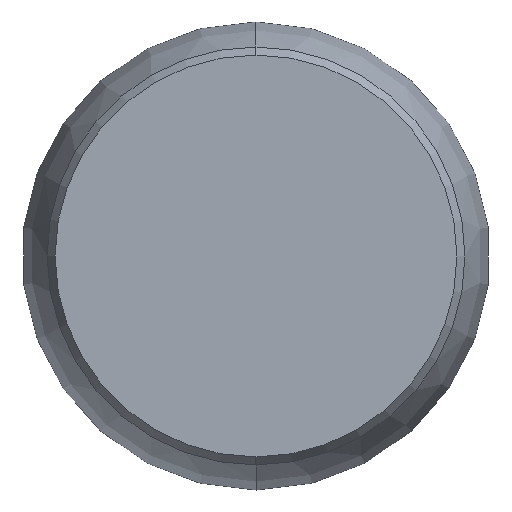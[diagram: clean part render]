
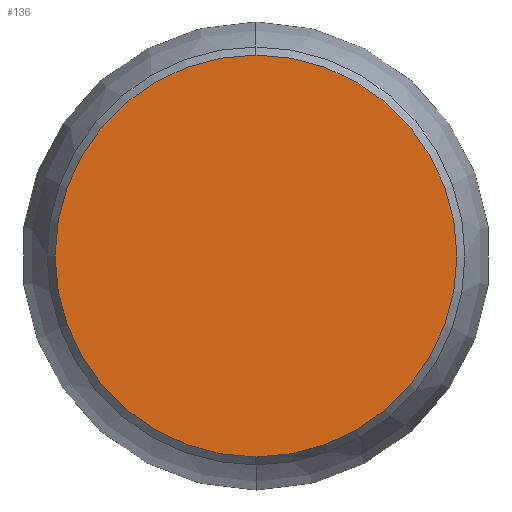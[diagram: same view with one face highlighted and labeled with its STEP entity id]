
A CAD part, left-side view. The second image highlights one B-rep face of the part: STEP entity #136.
In plain terms, the highlighted planar face has unit normal (-1, 0, 0).
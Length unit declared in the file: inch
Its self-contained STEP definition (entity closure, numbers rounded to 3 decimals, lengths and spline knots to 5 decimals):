
#6 = CIRCLE ( 'NONE', #706, 0.025 ) ;
#49 = CIRCLE ( 'NONE', #664, 0.025 ) ;
#105 = FACE_OUTER_BOUND ( 'NONE', #110, .T. ) ;
#110 = EDGE_LOOP ( 'NONE', ( #457, #424 ) ) ;
#136 = ADVANCED_FACE ( 'NONE', ( #105 ), #177, .T. ) ;
#175 = DIRECTION ( 'NONE',  ( -1., 0., 0. ) ) ;
#177 = PLANE ( 'NONE',  #635 ) ;
#194 = DIRECTION ( 'NONE',  ( 0., 0., 1. ) ) ;
#210 = CARTESIAN_POINT ( 'NONE',  ( 0., 0., 0. ) ) ;
#218 = DIRECTION ( 'NONE',  ( 0., 0., -1. ) ) ;
#258 = DIRECTION ( 'NONE',  ( 1., 0., 0. ) ) ;
#300 = CARTESIAN_POINT ( 'NONE',  ( 0., 0., 0. ) ) ;
#316 = EDGE_CURVE ( 'NONE', #455, #462, #49, .T. ) ;
#424 = ORIENTED_EDGE ( 'NONE', *, *, #667, .F. ) ;
#455 = VERTEX_POINT ( 'NONE', #505 ) ;
#457 = ORIENTED_EDGE ( 'NONE', *, *, #316, .F. ) ;
#462 = VERTEX_POINT ( 'NONE', #622 ) ;
#505 = CARTESIAN_POINT ( 'NONE',  ( 0., 0., -0.025 ) ) ;
#581 = DIRECTION ( 'NONE',  ( 1., 0., 0. ) ) ;
#595 = CARTESIAN_POINT ( 'NONE',  ( 0., 0., 0. ) ) ;
#617 = DIRECTION ( 'NONE',  ( 0., 0., -1. ) ) ;
#622 = CARTESIAN_POINT ( 'NONE',  ( 0., 0., 0.025 ) ) ;
#635 = AXIS2_PLACEMENT_3D ( 'NONE', #210, #175, #194 ) ;
#664 = AXIS2_PLACEMENT_3D ( 'NONE', #300, #258, #218 ) ;
#667 = EDGE_CURVE ( 'NONE', #462, #455, #6, .T. ) ;
#706 = AXIS2_PLACEMENT_3D ( 'NONE', #595, #581, #617 ) ;
